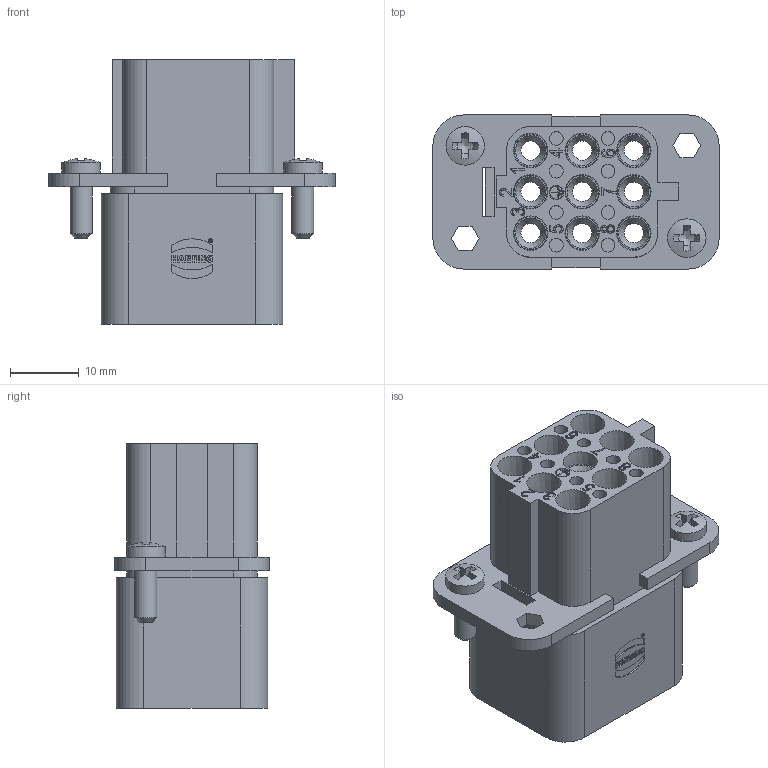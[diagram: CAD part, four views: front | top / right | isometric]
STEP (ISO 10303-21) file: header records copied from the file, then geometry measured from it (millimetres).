
FILE_DESCRIPTION(/* description */ (''),/* implementation_level */ '2;1');
FILE_NAME(/* name */ '100196425ugm000_b.stp',/* time_stamp */ '2019-10-24T12:23:31+02:00',/* author */ (''),/* organization */ (''),/* preprocessor_version */ 'ST-DEVELOPER v16.7',/* originating_system */ 'SIEMENS PLM Software NX 12.0',/* authorisation */ '');
FILE_SCHEMA (('AUTOMOTIVE_DESIGN { 1 0 10303 214 3 1 1 1 }'));
Length unit declared in the file: millimetre
Products named in the file (1): 100196425ugm000_b
Bounding box: 41.6 x 22.4 x 38.5 mm (x, y, z)
Volume: 12798.3 mm3; surface area: 11689.1 mm2
Topology: 1 solids, 1 shells, 443 faces, 1148 edges, 769 vertices
Faces by surface type: plane 299, cylinder 75, cone 30, extrusion 28, bspline 11
Full cylindrical faces by diameter (mm): 0.42 x1, 0.6 x1, 1.9 x1, 2 x8, 2.1 x1, 2.8 x9, 3.22 x2, 4.8 x9, 5.6 x2
Entity records: 18349 total; most frequent: CARTESIAN_POINT 5078, ORIENTED_EDGE 2088, DIRECTION 1861, EDGE_CURVE 1044, VERTEX_POINT 733, VECTOR 635, AXIS2_PLACEMENT_3D 613, LINE 607
